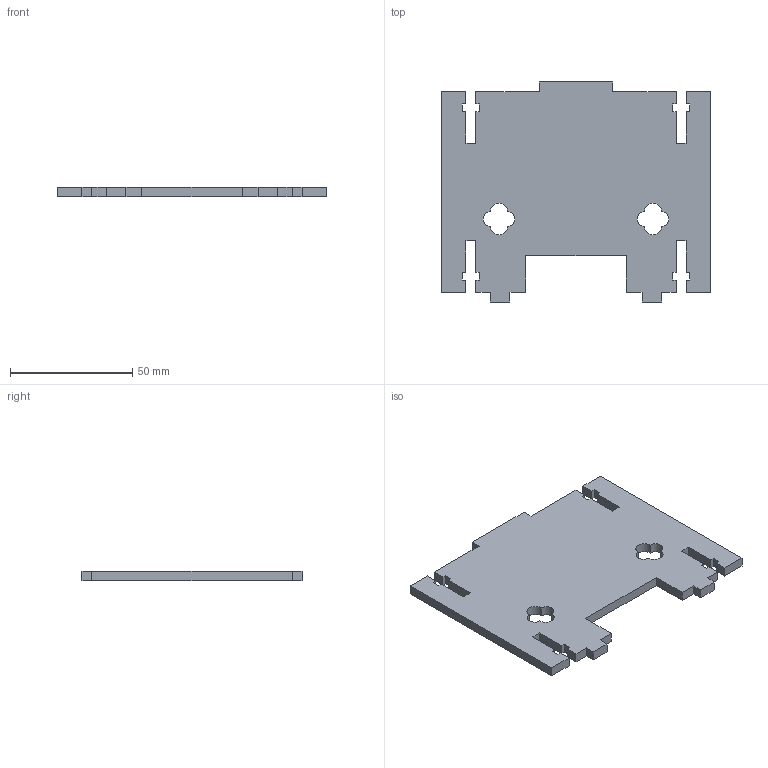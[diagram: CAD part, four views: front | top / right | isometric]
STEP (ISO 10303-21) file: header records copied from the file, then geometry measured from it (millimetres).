
FILE_DESCRIPTION (( 'STEP AP203' ), '1' );
FILE_NAME ('151.STEP', '2022-05-03T22:05:09', ( '' ), ( '' ), 'SwSTEP 2.0', 'SolidWorks 2021', '' );
FILE_SCHEMA (( 'CONFIG_CONTROL_DESIGN' ));
Length unit declared in the file: millimetre
Products named in the file (1): 151
Bounding box: 110 x 90 x 4 mm (x, y, z)
Volume: 31992.8 mm3; surface area: 18841.3 mm2
Topology: 1 solids, 1 shells, 80 faces, 234 edges, 156 vertices
Faces by surface type: plane 70, cylinder 10
Entity records: 2703 total; most frequent: CARTESIAN_POINT 471, ORIENTED_EDGE 468, DIRECTION 416, EDGE_CURVE 234, VECTOR 214, LINE 214, VERTEX_POINT 156, AXIS2_PLACEMENT_3D 101
